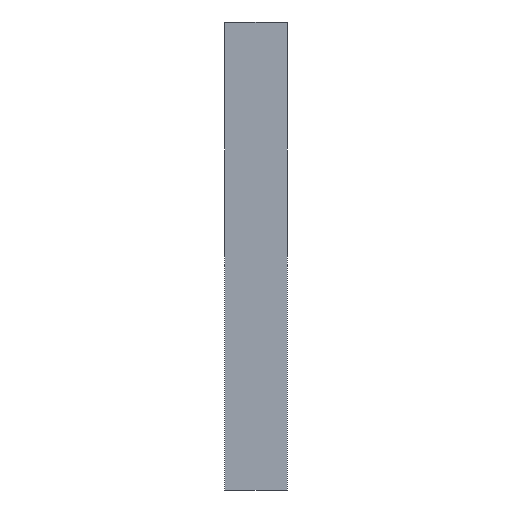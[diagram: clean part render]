
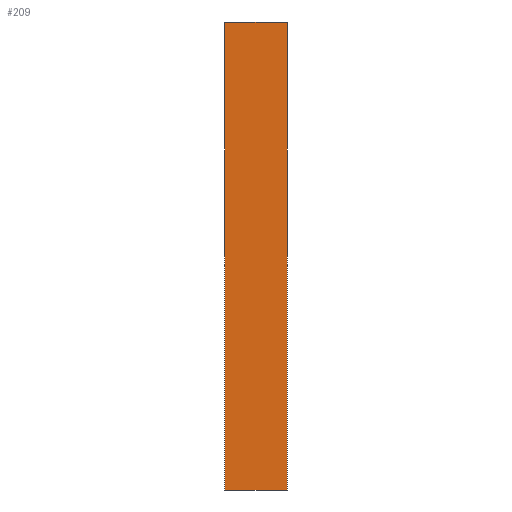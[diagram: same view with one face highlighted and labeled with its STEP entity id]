
A CAD part, front view. The second image highlights one B-rep face of the part: STEP entity #209.
In plain terms, the highlighted planar face has unit normal (0, -1, 0).
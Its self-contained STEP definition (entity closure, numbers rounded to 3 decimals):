
#2 = VERTEX_POINT ( 'NONE', #3 ) ;
#3 = CARTESIAN_POINT ( 'NONE',  ( -200., -0.9, -1500. ) ) ;
#17 = VERTEX_POINT ( 'NONE', #26 ) ;
#26 = CARTESIAN_POINT ( 'NONE',  ( 201.9, -0.9, 1500. ) ) ;
#35 = ORIENTED_EDGE ( 'NONE', *, *, #556, .T. ) ;
#65 = ORIENTED_EDGE ( 'NONE', *, *, #534, .F. ) ;
#79 = CARTESIAN_POINT ( 'NONE',  ( 201.9, -0.9, 0. ) ) ;
#81 = CARTESIAN_POINT ( 'NONE',  ( 200., -0.9, -1500. ) ) ;
#104 = ORIENTED_EDGE ( 'NONE', *, *, #393, .F. ) ;
#109 = CARTESIAN_POINT ( 'NONE',  ( -212.5, -0.9, -1500. ) ) ;
#112 = ORIENTED_EDGE ( 'NONE', *, *, #434, .F. ) ;
#118 = DIRECTION ( 'NONE',  ( -1., 0., 0. ) ) ;
#119 = DIRECTION ( 'NONE',  ( 0., 0., -1. ) ) ;
#122 = LINE ( 'NONE', #523, #295 ) ;
#132 = CARTESIAN_POINT ( 'NONE',  ( 0., -0.9, 0. ) ) ;
#139 = VERTEX_POINT ( 'NONE', #81 ) ;
#141 = CARTESIAN_POINT ( 'NONE',  ( 200., -0.9, -1500. ) ) ;
#169 = DIRECTION ( 'NONE',  ( 1., 0., 0. ) ) ;
#171 = VECTOR ( 'NONE', #118, 1000. ) ;
#178 = LINE ( 'NONE', #433, #597 ) ;
#194 = CARTESIAN_POINT ( 'NONE',  ( -201.9, -0.9, -1500. ) ) ;
#209 = ADVANCED_FACE ( 'NONE', ( #294 ), #260, .T. ) ;
#214 = VECTOR ( 'NONE', #362, 1000. ) ;
#225 = VERTEX_POINT ( 'NONE', #575 ) ;
#260 = PLANE ( 'NONE',  #281 ) ;
#262 = DIRECTION ( 'NONE',  ( 0., -1., 0. ) ) ;
#265 = DIRECTION ( 'NONE',  ( 0., 0., -1. ) ) ;
#271 = EDGE_LOOP ( 'NONE', ( #65, #35, #305, #104, #499, #297, #570, #112 ) ) ;
#281 = AXIS2_PLACEMENT_3D ( 'NONE', #132, #262, #265 ) ;
#288 = CARTESIAN_POINT ( 'NONE',  ( 201.9, -0.9, -1500. ) ) ;
#294 = FACE_OUTER_BOUND ( 'NONE', #271, .T. ) ;
#295 = VECTOR ( 'NONE', #573, 1000. ) ;
#297 = ORIENTED_EDGE ( 'NONE', *, *, #436, .T. ) ;
#305 = ORIENTED_EDGE ( 'NONE', *, *, #537, .F. ) ;
#330 = VECTOR ( 'NONE', #560, 1000. ) ;
#338 = LINE ( 'NONE', #566, #330 ) ;
#351 = VECTOR ( 'NONE', #119, 1000. ) ;
#353 = CARTESIAN_POINT ( 'NONE',  ( -201.9, -0.9, 1500. ) ) ;
#359 = VERTEX_POINT ( 'NONE', #288 ) ;
#362 = DIRECTION ( 'NONE',  ( 1., 0., 0. ) ) ;
#385 = CARTESIAN_POINT ( 'NONE',  ( -212.5, -0.9, 1500. ) ) ;
#386 = EDGE_CURVE ( 'NONE', #582, #484, #338, .T. ) ;
#393 = EDGE_CURVE ( 'NONE', #403, #17, #565, .T. ) ;
#403 = VERTEX_POINT ( 'NONE', #504 ) ;
#433 = CARTESIAN_POINT ( 'NONE',  ( 0., -0.9, -1500. ) ) ;
#434 = EDGE_CURVE ( 'NONE', #2, #582, #178, .T. ) ;
#436 = EDGE_CURVE ( 'NONE', #225, #484, #122, .T. ) ;
#453 = VECTOR ( 'NONE', #530, 1000. ) ;
#455 = VECTOR ( 'NONE', #169, 1000. ) ;
#458 = DIRECTION ( 'NONE',  ( -1., 0., 0. ) ) ;
#475 = LINE ( 'NONE', #141, #455 ) ;
#483 = EDGE_CURVE ( 'NONE', #225, #403, #543, .T. ) ;
#484 = VERTEX_POINT ( 'NONE', #353 ) ;
#499 = ORIENTED_EDGE ( 'NONE', *, *, #483, .F. ) ;
#504 = CARTESIAN_POINT ( 'NONE',  ( 200., -0.9, 1500. ) ) ;
#523 = CARTESIAN_POINT ( 'NONE',  ( -200., -0.9, 1500. ) ) ;
#528 = LINE ( 'NONE', #109, #171 ) ;
#530 = DIRECTION ( 'NONE',  ( 1., 0., 0. ) ) ;
#534 = EDGE_CURVE ( 'NONE', #139, #2, #528, .T. ) ;
#537 = EDGE_CURVE ( 'NONE', #17, #359, #549, .T. ) ;
#543 = LINE ( 'NONE', #385, #214 ) ;
#549 = LINE ( 'NONE', #79, #351 ) ;
#553 = CARTESIAN_POINT ( 'NONE',  ( 0., -0.9, 1500. ) ) ;
#556 = EDGE_CURVE ( 'NONE', #139, #359, #475, .T. ) ;
#560 = DIRECTION ( 'NONE',  ( 0., 0., 1. ) ) ;
#565 = LINE ( 'NONE', #553, #453 ) ;
#566 = CARTESIAN_POINT ( 'NONE',  ( -201.9, -0.9, 0. ) ) ;
#570 = ORIENTED_EDGE ( 'NONE', *, *, #386, .F. ) ;
#573 = DIRECTION ( 'NONE',  ( -1., 0., 0. ) ) ;
#575 = CARTESIAN_POINT ( 'NONE',  ( -200., -0.9, 1500. ) ) ;
#582 = VERTEX_POINT ( 'NONE', #194 ) ;
#597 = VECTOR ( 'NONE', #458, 1000. ) ;
